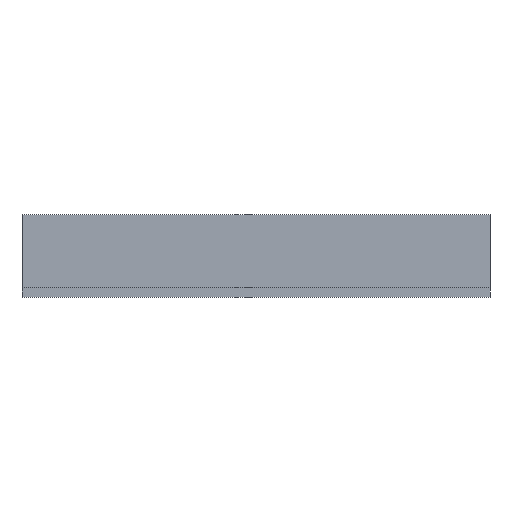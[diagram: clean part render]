
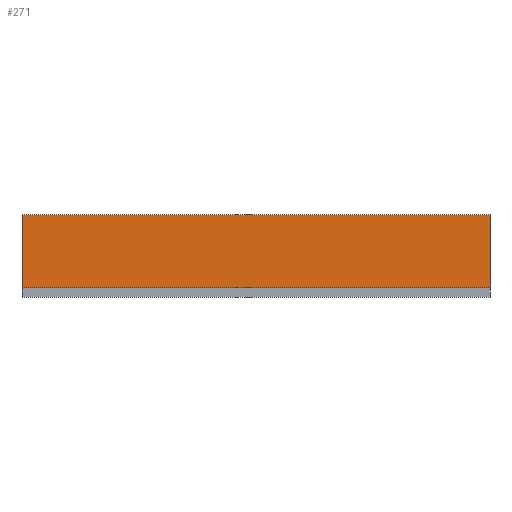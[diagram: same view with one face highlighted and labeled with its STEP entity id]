
A CAD part, left-side view. The second image highlights one B-rep face of the part: STEP entity #271.
In plain terms, the highlighted planar face has unit normal (-1, 0, 0).
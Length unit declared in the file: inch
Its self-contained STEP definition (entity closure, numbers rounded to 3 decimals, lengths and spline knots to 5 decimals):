
#24=CARTESIAN_POINT('',(3.19099,11.39862,-0.4685));
#25=VERTEX_POINT('',#24);
#42=CARTESIAN_POINT('',(3.19099,5.39862,-0.4685));
#43=VERTEX_POINT('',#42);
#50=CARTESIAN_POINT('',(3.19099,5.39862,-0.4685));
#51=DIRECTION('',(0.,1.,0.));
#52=VECTOR('',#51,1.);
#53=LINE('',#50,#52);
#54=EDGE_CURVE('',#43,#25,#53,.T.);
#219=CARTESIAN_POINT('',(3.19099,11.39862,0.4685));
#220=VERTEX_POINT('',#219);
#227=CARTESIAN_POINT('',(3.19099,5.39862,0.4685));
#228=VERTEX_POINT('',#227);
#229=CARTESIAN_POINT('',(3.19099,5.39862,0.4685));
#230=DIRECTION('',(0.,1.,0.));
#231=VECTOR('',#230,1.);
#232=LINE('',#229,#231);
#233=EDGE_CURVE('',#228,#220,#232,.T.);
#250=CARTESIAN_POINT('',(3.19099,11.39862,0.4685));
#251=DIRECTION('',(0.,0.,-1.));
#252=VECTOR('',#251,1.);
#253=LINE('',#250,#252);
#254=EDGE_CURVE('',#220,#25,#253,.T.);
#255=ORIENTED_EDGE('',*,*,#254,.T.);
#256=ORIENTED_EDGE('',*,*,#54,.F.);
#257=CARTESIAN_POINT('',(3.19099,5.39862,0.4685));
#258=DIRECTION('',(0.,0.,-1.));
#259=VECTOR('',#258,1.);
#260=LINE('',#257,#259);
#261=EDGE_CURVE('',#228,#43,#260,.T.);
#262=ORIENTED_EDGE('',*,*,#261,.F.);
#263=ORIENTED_EDGE('',*,*,#233,.T.);
#264=EDGE_LOOP('',(#255,#256,#262,#263));
#265=FACE_OUTER_BOUND('',#264,.T.);
#266=CARTESIAN_POINT('',(3.19099,5.39862,0.));
#267=DIRECTION('',(-1.,0.,0.));
#268=DIRECTION('',(0.,0.,1.));
#269=AXIS2_PLACEMENT_3D('',#266,#267,#268);
#270=PLANE('',#269);
#271=ADVANCED_FACE('',(#265),#270,.T.);
